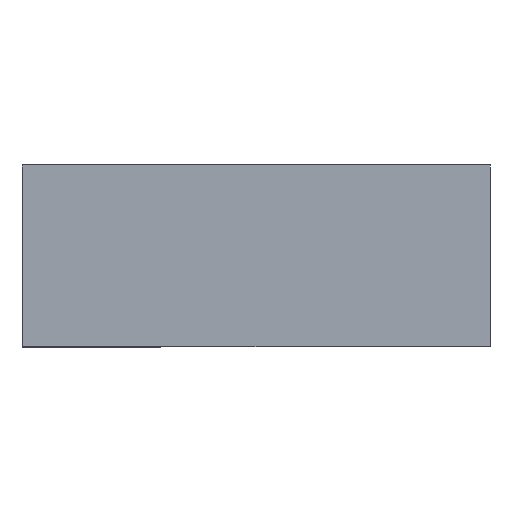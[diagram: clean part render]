
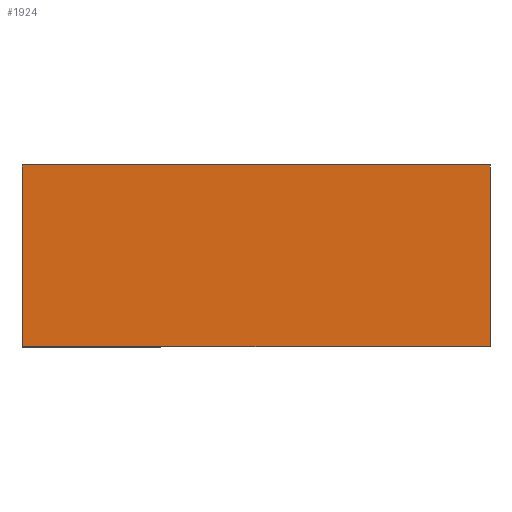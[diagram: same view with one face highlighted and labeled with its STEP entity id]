
A CAD part, front view. The second image highlights one B-rep face of the part: STEP entity #1924.
In plain terms, the highlighted planar face has unit normal (0, -1, 0).
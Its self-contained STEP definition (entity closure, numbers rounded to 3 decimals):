
#159=ORIENTED_EDGE('',*,*,#553,.F.);
#160=ORIENTED_EDGE('',*,*,#554,.T.);
#161=ORIENTED_EDGE('',*,*,#555,.F.);
#162=ORIENTED_EDGE('',*,*,#520,.F.);
#163=ORIENTED_EDGE('',*,*,#556,.T.);
#164=ORIENTED_EDGE('',*,*,#557,.F.);
#165=ORIENTED_EDGE('',*,*,#558,.T.);
#166=ORIENTED_EDGE('',*,*,#559,.T.);
#520=EDGE_CURVE('',#717,#718,#842,.T.);
#553=EDGE_CURVE('',#750,#751,#858,.T.);
#554=EDGE_CURVE('',#750,#752,#859,.T.);
#555=EDGE_CURVE('',#718,#752,#860,.T.);
#556=EDGE_CURVE('',#717,#753,#861,.T.);
#557=EDGE_CURVE('',#754,#753,#862,.T.);
#558=EDGE_CURVE('',#754,#755,#863,.T.);
#559=EDGE_CURVE('',#755,#751,#864,.T.);
#717=VERTEX_POINT('',#2505);
#718=VERTEX_POINT('',#2507);
#750=VERTEX_POINT('',#2673);
#751=VERTEX_POINT('',#2674);
#752=VERTEX_POINT('',#2676);
#753=VERTEX_POINT('',#2679);
#754=VERTEX_POINT('',#2681);
#755=VERTEX_POINT('',#2683);
#842=LINE('',#2506,#979);
#858=LINE('',#2672,#995);
#859=LINE('',#2675,#996);
#860=LINE('',#2677,#997);
#861=LINE('',#2678,#998);
#862=LINE('',#2680,#999);
#863=LINE('',#2682,#1000);
#864=LINE('',#2684,#1001);
#979=VECTOR('',#2113,1000.);
#995=VECTOR('',#2133,1000.);
#996=VECTOR('',#2134,1000.);
#997=VECTOR('',#2135,1000.);
#998=VECTOR('',#2136,1000.);
#999=VECTOR('',#2137,1000.);
#1000=VECTOR('',#2138,1000.);
#1001=VECTOR('',#2139,1000.);
#1113=EDGE_LOOP('',(#159,#160,#161,#162,#163,#164,#165,#166));
#1212=FACE_BOUND('',#1113,.T.);
#1302=PLANE('',#2019);
#1924=ADVANCED_FACE('',(#1212),#1302,.F.);
#2019=AXIS2_PLACEMENT_3D('',#2671,#2131,#2132);
#2113=DIRECTION('',(1.,0.,0.));
#2131=DIRECTION('',(0.,1.,0.));
#2132=DIRECTION('',(0.,0.,1.));
#2133=DIRECTION('',(0.,0.,-1.));
#2134=DIRECTION('',(1.,0.,0.));
#2135=DIRECTION('',(0.,0.,-1.));
#2136=DIRECTION('',(0.,0.,-1.));
#2137=DIRECTION('',(-1.,0.,0.));
#2138=DIRECTION('',(0.,0.,-1.));
#2139=DIRECTION('',(1.,0.,0.));
#2505=CARTESIAN_POINT('',(-2.7,-2.7,2.1));
#2506=CARTESIAN_POINT('',(-2.7,-2.7,2.1));
#2507=CARTESIAN_POINT('',(2.7,-2.7,2.1));
#2671=CARTESIAN_POINT('',(-2.7,-2.7,2.1));
#2672=CARTESIAN_POINT('',(1.1,-2.7,0.));
#2673=CARTESIAN_POINT('',(1.1,-2.7,0.));
#2674=CARTESIAN_POINT('',(1.1,-2.7,0.));
#2675=CARTESIAN_POINT('',(1.1,-2.7,0.));
#2676=CARTESIAN_POINT('',(2.7,-2.7,0.));
#2677=CARTESIAN_POINT('',(2.7,-2.7,2.1));
#2678=CARTESIAN_POINT('',(-2.7,-2.7,2.1));
#2679=CARTESIAN_POINT('',(-2.7,-2.7,0.));
#2680=CARTESIAN_POINT('',(-1.1,-2.7,0.));
#2681=CARTESIAN_POINT('',(-1.1,-2.7,0.));
#2682=CARTESIAN_POINT('',(-1.1,-2.7,0.));
#2683=CARTESIAN_POINT('',(-1.1,-2.7,0.));
#2684=CARTESIAN_POINT('',(-2.7,-2.7,0.));
